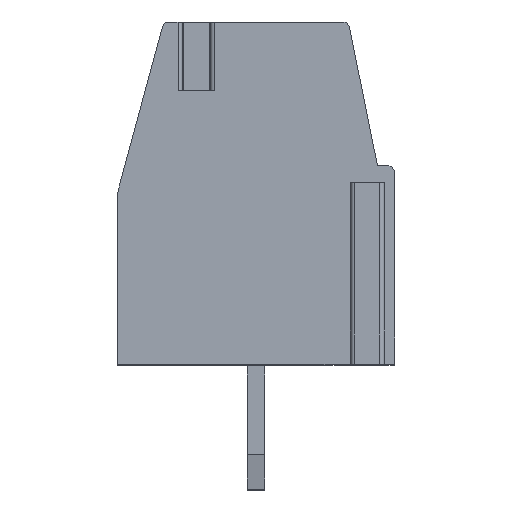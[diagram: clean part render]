
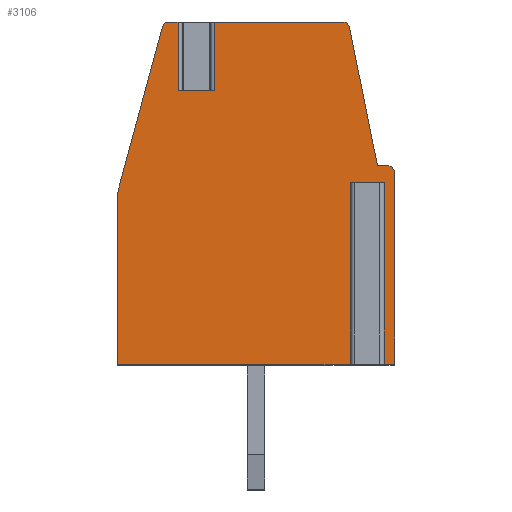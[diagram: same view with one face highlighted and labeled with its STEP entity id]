
A CAD part, top view. The second image highlights one B-rep face of the part: STEP entity #3106.
In plain terms, the highlighted planar face has unit normal (0, 0, 1).
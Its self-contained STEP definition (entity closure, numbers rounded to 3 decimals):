
#224=DIRECTION('',(-1.,0.,0.));
#225=VECTOR('',#224,1.07);
#226=CARTESIAN_POINT('',(-1.21,3.,2.5));
#227=LINE('',#226,#225);
#228=DIRECTION('',(0.,1.,0.));
#229=VECTOR('',#228,2.);
#230=CARTESIAN_POINT('',(-1.21,3.,2.5));
#231=LINE('',#230,#229);
#232=DIRECTION('',(-1.,0.,0.));
#233=VECTOR('',#232,3.746);
#234=CARTESIAN_POINT('',(2.536,5.,2.5));
#235=LINE('',#234,#233);
#236=CARTESIAN_POINT('',(2.536,4.8,2.5));
#237=DIRECTION('',(0.,0.,1.));
#238=DIRECTION('',(0.98,0.198,0.));
#239=AXIS2_PLACEMENT_3D('',#236,#237,#238);
#241=DIRECTION('',(-0.198,0.98,0.));
#242=VECTOR('',#241,4.122);
#243=CARTESIAN_POINT('',(3.55,0.8,2.5));
#244=LINE('',#243,#242);
#245=DIRECTION('',(-1.,0.,0.));
#246=VECTOR('',#245,0.3);
#247=CARTESIAN_POINT('',(3.85,0.8,2.5));
#248=LINE('',#247,#246);
#249=CARTESIAN_POINT('',(3.85,0.6,2.5));
#250=DIRECTION('',(0.,0.,1.));
#251=DIRECTION('',(1.,0.,0.));
#252=AXIS2_PLACEMENT_3D('',#249,#250,#251);
#254=DIRECTION('',(0.,1.,0.));
#255=VECTOR('',#254,5.6);
#256=CARTESIAN_POINT('',(4.05,-5.,2.5));
#257=LINE('',#256,#255);
#258=DIRECTION('',(1.,0.,0.));
#259=VECTOR('',#258,0.495);
#260=CARTESIAN_POINT('',(3.555,-5.,2.5));
#261=LINE('',#260,#259);
#262=DIRECTION('',(0.,1.,0.));
#263=VECTOR('',#262,5.3);
#264=CARTESIAN_POINT('',(3.555,-5.,2.5));
#265=LINE('',#264,#263);
#266=DIRECTION('',(1.,0.,0.));
#267=VECTOR('',#266,0.6);
#268=CARTESIAN_POINT('',(2.955,0.3,2.5));
#269=LINE('',#268,#267);
#270=DIRECTION('',(0.,1.,0.));
#271=VECTOR('',#270,5.3);
#272=CARTESIAN_POINT('',(2.955,-5.,2.5));
#273=LINE('',#272,#271);
#274=DIRECTION('',(1.,0.,0.));
#275=VECTOR('',#274,7.005);
#276=CARTESIAN_POINT('',(-4.05,-5.,2.5));
#277=LINE('',#276,#275);
#278=DIRECTION('',(0.,-1.,0.));
#279=VECTOR('',#278,5.);
#280=CARTESIAN_POINT('',(-4.05,0.,2.5));
#281=LINE('',#280,#279);
#282=DIRECTION('',(-0.261,-0.965,0.));
#283=VECTOR('',#282,5.026);
#284=CARTESIAN_POINT('',(-2.74,4.852,2.5));
#285=LINE('',#284,#283);
#286=CARTESIAN_POINT('',(-2.547,4.8,2.5));
#287=DIRECTION('',(0.,0.,1.));
#288=DIRECTION('',(0.,1.,0.));
#289=AXIS2_PLACEMENT_3D('',#286,#287,#288);
#291=DIRECTION('',(-1.,0.,0.));
#292=VECTOR('',#291,0.267);
#293=CARTESIAN_POINT('',(-2.28,5.,2.5));
#294=LINE('',#293,#292);
#295=DIRECTION('',(0.,1.,0.));
#296=VECTOR('',#295,2.);
#297=CARTESIAN_POINT('',(-2.28,3.,2.5));
#298=LINE('',#297,#296);
#2223=CARTESIAN_POINT('',(4.05,-5.,2.5));
#2224=CARTESIAN_POINT('',(4.05,0.6,2.5));
#2225=VERTEX_POINT('',#2223);
#2226=VERTEX_POINT('',#2224);
#2227=CARTESIAN_POINT('',(3.85,0.8,2.5));
#2228=VERTEX_POINT('',#2227);
#2229=CARTESIAN_POINT('',(3.55,0.8,2.5));
#2230=VERTEX_POINT('',#2229);
#2231=CARTESIAN_POINT('',(2.732,4.84,2.5));
#2232=VERTEX_POINT('',#2231);
#2233=CARTESIAN_POINT('',(2.536,5.,2.5));
#2234=VERTEX_POINT('',#2233);
#2235=CARTESIAN_POINT('',(-2.547,5.,2.5));
#2236=CARTESIAN_POINT('',(-2.74,4.852,2.5));
#2237=VERTEX_POINT('',#2235);
#2238=VERTEX_POINT('',#2236);
#2239=CARTESIAN_POINT('',(-4.05,0.,2.5));
#2240=VERTEX_POINT('',#2239);
#2241=CARTESIAN_POINT('',(-4.05,-5.,2.5));
#2242=VERTEX_POINT('',#2241);
#2259=CARTESIAN_POINT('',(2.955,0.3,2.5));
#2260=CARTESIAN_POINT('',(3.555,0.3,2.5));
#2261=VERTEX_POINT('',#2259);
#2262=VERTEX_POINT('',#2260);
#2263=CARTESIAN_POINT('',(2.955,-5.,2.5));
#2264=VERTEX_POINT('',#2263);
#2265=CARTESIAN_POINT('',(3.555,-5.,2.5));
#2266=VERTEX_POINT('',#2265);
#2335=CARTESIAN_POINT('',(-1.21,3.,2.5));
#2336=CARTESIAN_POINT('',(-2.28,3.,2.5));
#2337=VERTEX_POINT('',#2335);
#2338=VERTEX_POINT('',#2336);
#2339=CARTESIAN_POINT('',(-2.28,5.,2.5));
#2340=VERTEX_POINT('',#2339);
#2341=CARTESIAN_POINT('',(-1.21,5.,2.5));
#2342=VERTEX_POINT('',#2341);
#3066=CARTESIAN_POINT('',(0.,0.,2.5));
#3067=DIRECTION('',(0.,0.,1.));
#3068=DIRECTION('',(1.,0.,0.));
#3069=AXIS2_PLACEMENT_3D('',#3066,#3067,#3068);
#3070=PLANE('',#3069);
#3072=ORIENTED_EDGE('',*,*,#3071,.F.);
#3073=ORIENTED_EDGE('',*,*,#3057,.T.);
#3074=ORIENTED_EDGE('',*,*,#2974,.F.);
#3076=ORIENTED_EDGE('',*,*,#3075,.F.);
#3078=ORIENTED_EDGE('',*,*,#3077,.F.);
#3080=ORIENTED_EDGE('',*,*,#3079,.F.);
#3082=ORIENTED_EDGE('',*,*,#3081,.F.);
#3084=ORIENTED_EDGE('',*,*,#3083,.F.);
#3086=ORIENTED_EDGE('',*,*,#3085,.F.);
#3088=ORIENTED_EDGE('',*,*,#3087,.T.);
#3090=ORIENTED_EDGE('',*,*,#3089,.F.);
#3092=ORIENTED_EDGE('',*,*,#3091,.F.);
#3094=ORIENTED_EDGE('',*,*,#3093,.F.);
#3096=ORIENTED_EDGE('',*,*,#3095,.F.);
#3098=ORIENTED_EDGE('',*,*,#3097,.F.);
#3100=ORIENTED_EDGE('',*,*,#3099,.F.);
#3101=ORIENTED_EDGE('',*,*,#2957,.F.);
#3103=ORIENTED_EDGE('',*,*,#3102,.F.);
#3104=EDGE_LOOP('',(#3072,#3073,#3074,#3076,#3078,#3080,#3082,#3084,#3086,#3088,
#3090,#3092,#3094,#3096,#3098,#3100,#3101,#3103));
#3105=FACE_OUTER_BOUND('',#3104,.F.);
#240=CIRCLE('',#239,0.2);
#253=CIRCLE('',#252,0.2);
#290=CIRCLE('',#289,0.2);
#2957=EDGE_CURVE('',#2340,#2237,#294,.T.);
#2974=EDGE_CURVE('',#2234,#2342,#235,.T.);
#3057=EDGE_CURVE('',#2337,#2342,#231,.T.);
#3071=EDGE_CURVE('',#2337,#2338,#227,.T.);
#3075=EDGE_CURVE('',#2232,#2234,#240,.T.);
#3077=EDGE_CURVE('',#2230,#2232,#244,.T.);
#3079=EDGE_CURVE('',#2228,#2230,#248,.T.);
#3081=EDGE_CURVE('',#2226,#2228,#253,.T.);
#3083=EDGE_CURVE('',#2225,#2226,#257,.T.);
#3085=EDGE_CURVE('',#2266,#2225,#261,.T.);
#3087=EDGE_CURVE('',#2266,#2262,#265,.T.);
#3089=EDGE_CURVE('',#2261,#2262,#269,.T.);
#3091=EDGE_CURVE('',#2264,#2261,#273,.T.);
#3093=EDGE_CURVE('',#2242,#2264,#277,.T.);
#3095=EDGE_CURVE('',#2240,#2242,#281,.T.);
#3097=EDGE_CURVE('',#2238,#2240,#285,.T.);
#3099=EDGE_CURVE('',#2237,#2238,#290,.T.);
#3102=EDGE_CURVE('',#2338,#2340,#298,.T.);
#3106=ADVANCED_FACE('',(#3105),#3070,.T.);
